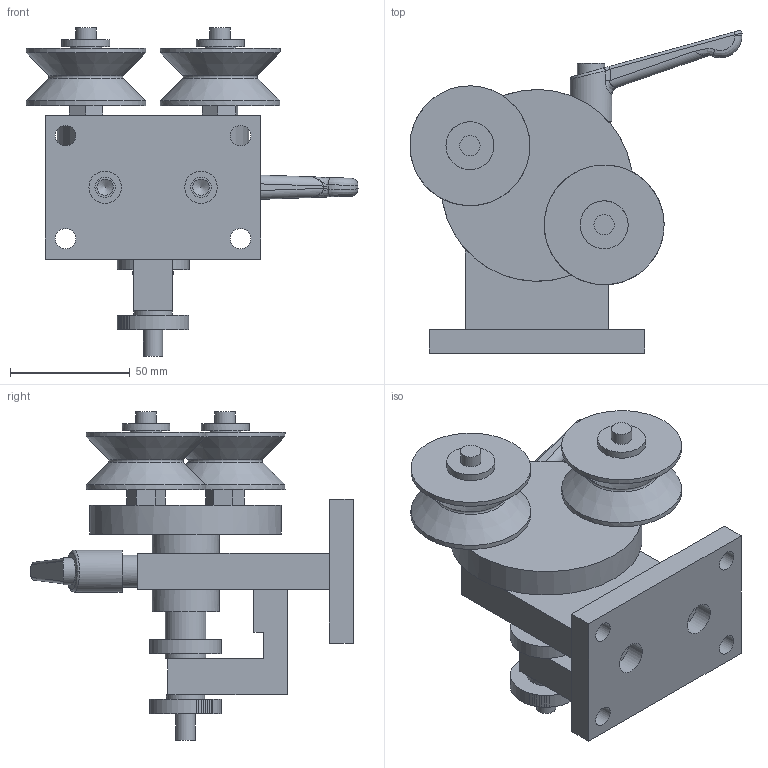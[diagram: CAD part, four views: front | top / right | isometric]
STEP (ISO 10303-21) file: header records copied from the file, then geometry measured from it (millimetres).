
FILE_DESCRIPTION (( 'STEP AP203' ), '1' );
FILE_NAME ('250814 STEP 3-300450-01_8984.STEP', '2025-08-14T05:23:43', ( '' ), ( '' ), 'SwSTEP 2.0', 'SolidWorks 2024', '' );
FILE_SCHEMA (( 'CONFIG_CONTROL_DESIGN' ));
Length unit declared in the file: millimetre
Products named in the file (1): 250814 STEP 3-300450-01_8984
Bounding box: 138.5 x 134.64 x 137 mm (x, y, z)
Surface area: 77923.7 mm2 (no closed solid volume)
Topology: 0 solids, 23 shells, 427 faces, 1082 edges, 729 vertices
Faces by surface type: plane 195, bspline 122, cylinder 82, cone 24, torus 4
Full cylindrical faces by diameter (mm): 5 x2, 5.5 x2, 6.8 x3, 8 x3, 8.5 x8, 9 x5, 11.375 x1, 12 x8, 13 x2, 13.5 x3, 16 x1, 17 x2, 17.5 x1, 17.9 x8, 20 x6, 28 x1, 30 x1, 50 x4, 80 x1
Entity records: 18866 total; most frequent: CARTESIAN_POINT 10121, ORIENTED_EDGE 1758, DIRECTION 1463, EDGE_CURVE 895, VERTEX_POINT 667, EDGE_LOOP 630, FACE_OUTER_BOUND 525, AXIS2_PLACEMENT_3D 523
